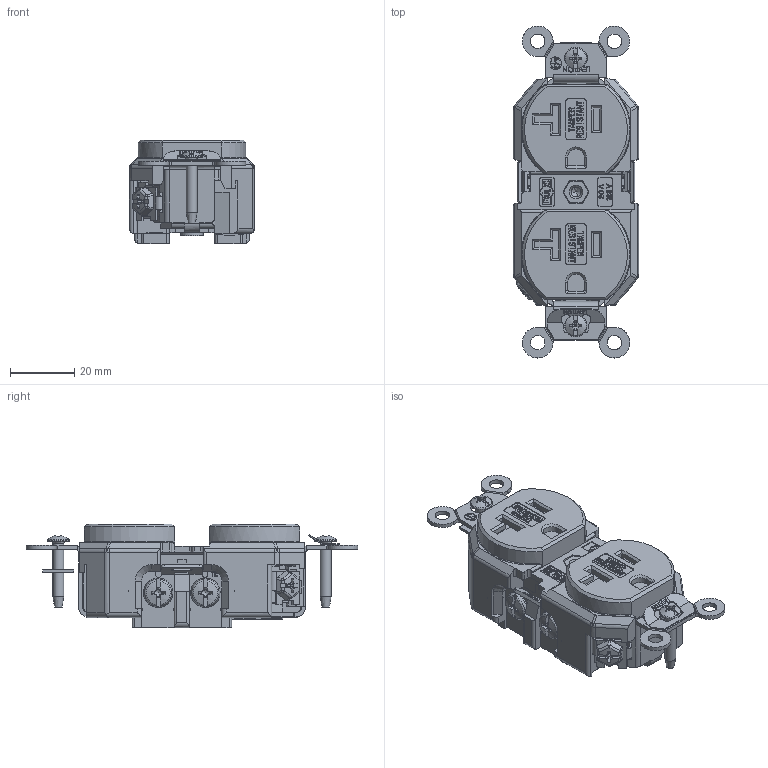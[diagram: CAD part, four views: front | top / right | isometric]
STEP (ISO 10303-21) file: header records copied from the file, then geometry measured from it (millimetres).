
FILE_DESCRIPTION (( 'STEP AP214' ), '1' );
FILE_NAME ('CATSTD-08300-SGX-M01.STEP', '2022-05-09T18:19:39', ( '' ), ( '' ), 'SwSTEP 2.0', 'SolidWorks 2020', '' );
FILE_SCHEMA (( 'AUTOMOTIVE_DESIGN' ));
Length unit declared in the file: inch
Products named in the file (1): CATSTD-08300-SGX-M01
Bounding box: 38.89 x 103.17 x 32.18 mm (x, y, z)
Volume: 58053.2 mm3; surface area: 29186.4 mm2
Topology: 6 solids, 10 shells, 4110 faces, 11508 edges, 7548 vertices
Faces by surface type: plane 3398, cylinder 447, bspline 154, cone 84, torus 17, sphere 10
Full cylindrical faces by diameter (mm): 2.759 x1, 2.82 x1, 2.858 x1, 3.097 x1, 3.099 x1, 3.191 x1, 3.404 x2, 3.556 x2, 3.734 x9, 3.759 x1, 3.962 x2, 4.166 x1, 4.521 x4, 4.623 x1, 4.803 x4, 5.131 x2, 5.385 x2, 6.858 x2, 6.899 x1, 7.925 x1, 9.554 x1
Entity records: 192654 total; most frequent: CARTESIAN_POINT 37065, ORIENTED_EDGE 22724, DIRECTION 19302, EDGE_CURVE 11362, LINE 9442, VECTOR 9442, VERTEX_POINT 7486, AXIS2_PLACEMENT_3D 4930
